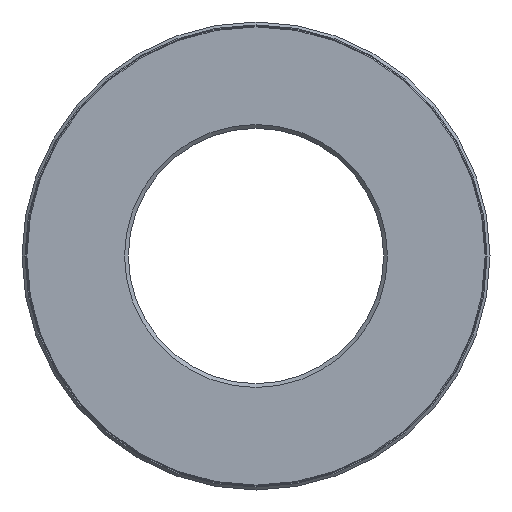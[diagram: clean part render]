
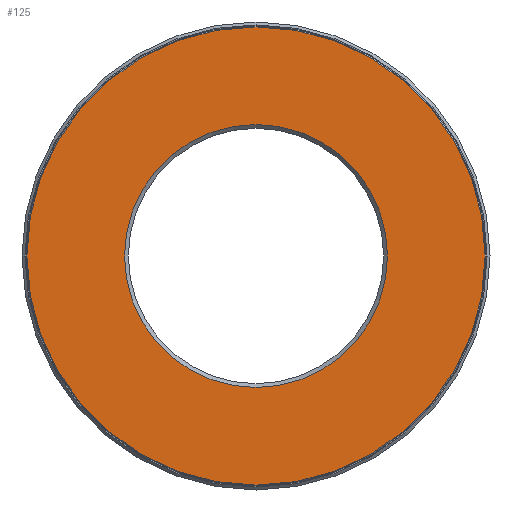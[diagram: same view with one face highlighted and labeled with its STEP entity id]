
A CAD part, front view. The second image highlights one B-rep face of the part: STEP entity #125.
In plain terms, the highlighted planar face has unit normal (0, -1, 0).
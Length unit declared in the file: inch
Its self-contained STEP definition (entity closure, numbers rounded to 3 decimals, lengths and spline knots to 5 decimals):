
#83 = VERTEX_POINT ( 'NONE', #198 ) ;
#86 = DIRECTION ( 'NONE',  ( 0., 0., 1. ) ) ;
#96 = CARTESIAN_POINT ( 'NONE',  ( 0., 0., 1.17813 ) ) ;
#99 = ORIENTED_EDGE ( 'NONE', *, *, #555, .T. ) ;
#105 = EDGE_LOOP ( 'NONE', ( #99 ) ) ;
#125 = ADVANCED_FACE ( 'NONE', ( #549, #509 ), #546, .F. ) ;
#160 = AXIS2_PLACEMENT_3D ( 'NONE', #228, #363, #86 ) ;
#175 = AXIS2_PLACEMENT_3D ( 'NONE', #176, #353, #493 ) ;
#176 = CARTESIAN_POINT ( 'NONE',  ( 0., 0., 0. ) ) ;
#198 = CARTESIAN_POINT ( 'NONE',  ( 0., 0., 0.67625 ) ) ;
#204 = DIRECTION ( 'NONE',  ( 0., 1., 0. ) ) ;
#228 = CARTESIAN_POINT ( 'NONE',  ( 0., 0., 0. ) ) ;
#294 = DIRECTION ( 'NONE',  ( 0., 0., 1. ) ) ;
#297 = EDGE_CURVE ( 'NONE', #378, #378, #591, .T. ) ;
#352 = AXIS2_PLACEMENT_3D ( 'NONE', #472, #204, #294 ) ;
#353 = DIRECTION ( 'NONE',  ( 0., 1., 0. ) ) ;
#363 = DIRECTION ( 'NONE',  ( 0., 1., 0. ) ) ;
#378 = VERTEX_POINT ( 'NONE', #96 ) ;
#455 = CIRCLE ( 'NONE', #160, 0.67625 ) ;
#472 = CARTESIAN_POINT ( 'NONE',  ( 0., 0., 0. ) ) ;
#493 = DIRECTION ( 'NONE',  ( 0., 0., 1. ) ) ;
#509 = FACE_BOUND ( 'NONE', #105, .T. ) ;
#531 = EDGE_LOOP ( 'NONE', ( #583 ) ) ;
#546 = PLANE ( 'NONE',  #175 ) ;
#549 = FACE_OUTER_BOUND ( 'NONE', #531, .T. ) ;
#555 = EDGE_CURVE ( 'NONE', #83, #83, #455, .T. ) ;
#583 = ORIENTED_EDGE ( 'NONE', *, *, #297, .F. ) ;
#591 = CIRCLE ( 'NONE', #352, 1.17813 ) ;
